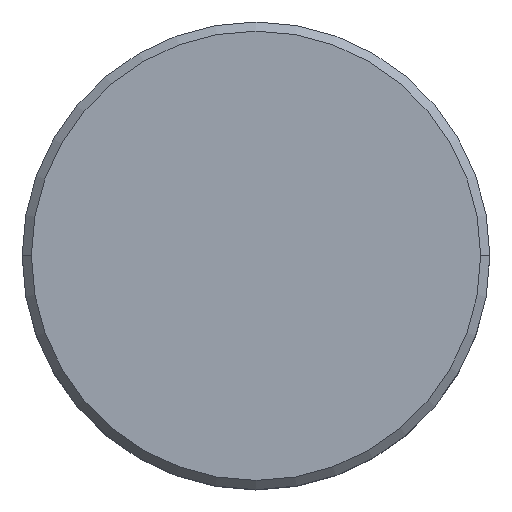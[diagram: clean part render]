
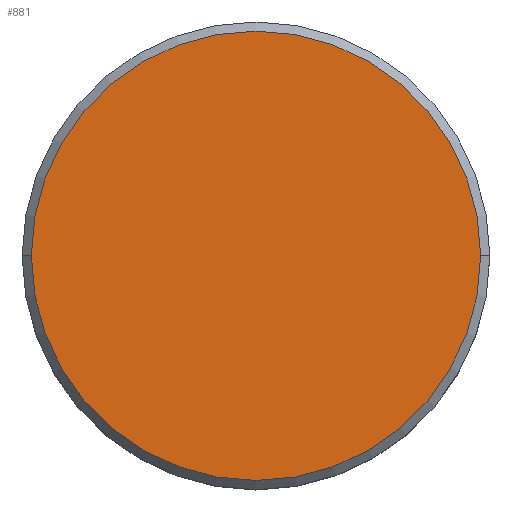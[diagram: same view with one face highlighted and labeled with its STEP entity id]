
A CAD part, top view. The second image highlights one B-rep face of the part: STEP entity #881.
In plain terms, the highlighted planar face has unit normal (0, 0, 1).
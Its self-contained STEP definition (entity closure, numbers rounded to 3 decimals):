
#881 = ADVANCED_FACE ( 'NONE', ( #10565 ), #1583, .T. ) ;
#1468 = CIRCLE ( 'NONE', #1891, 6.1 ) ;
#1583 = PLANE ( 'NONE',  #12096 ) ;
#1891 = AXIS2_PLACEMENT_3D ( 'NONE', #4006, #10923, #4995 ) ;
#3895 = CARTESIAN_POINT ( 'NONE',  ( 0., 0., 3. ) ) ;
#4006 = CARTESIAN_POINT ( 'NONE',  ( 0., 0., 3. ) ) ;
#4372 = EDGE_LOOP ( 'NONE', ( #9104, #11938 ) ) ;
#4636 = CARTESIAN_POINT ( 'NONE',  ( 6.1, 0., 3. ) ) ;
#4866 = DIRECTION ( 'NONE',  ( 1., 0., 0. ) ) ;
#4995 = DIRECTION ( 'NONE',  ( 1., 0., 0. ) ) ;
#5373 = CIRCLE ( 'NONE', #8918, 6.1 ) ;
#6745 = VERTEX_POINT ( 'NONE', #10829 ) ;
#6838 = EDGE_CURVE ( 'NONE', #6745, #11810, #1468, .T. ) ;
#7715 = CARTESIAN_POINT ( 'NONE',  ( 0., 0., 3. ) ) ;
#7794 = EDGE_CURVE ( 'NONE', #11810, #6745, #5373, .T. ) ;
#8918 = AXIS2_PLACEMENT_3D ( 'NONE', #3895, #10794, #4866 ) ;
#8940 = DIRECTION ( 'NONE',  ( 1., 0., 0. ) ) ;
#9104 = ORIENTED_EDGE ( 'NONE', *, *, #6838, .T. ) ;
#10565 = FACE_OUTER_BOUND ( 'NONE', #4372, .T. ) ;
#10794 = DIRECTION ( 'NONE',  ( 0., 0., 1. ) ) ;
#10829 = CARTESIAN_POINT ( 'NONE',  ( -6.1, 0., 3. ) ) ;
#10923 = DIRECTION ( 'NONE',  ( 0., 0., 1. ) ) ;
#11810 = VERTEX_POINT ( 'NONE', #4636 ) ;
#11938 = ORIENTED_EDGE ( 'NONE', *, *, #7794, .T. ) ;
#12096 = AXIS2_PLACEMENT_3D ( 'NONE', #7715, #12714, #8940 ) ;
#12714 = DIRECTION ( 'NONE',  ( 0., 0., 1. ) ) ;
